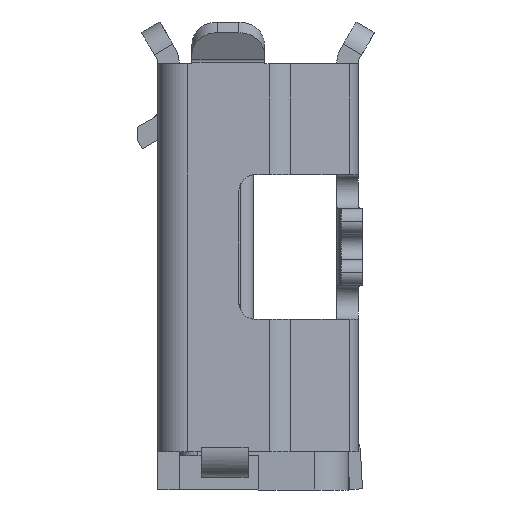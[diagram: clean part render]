
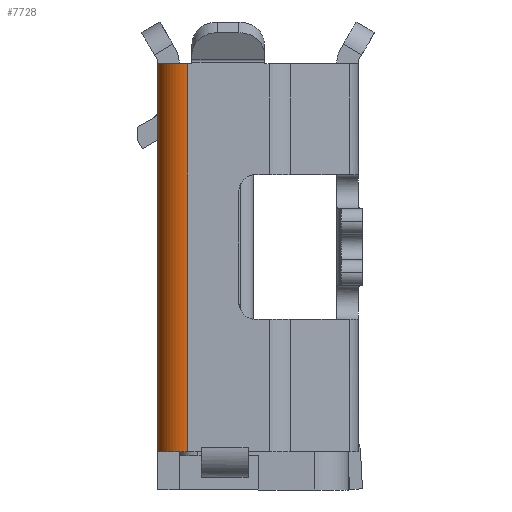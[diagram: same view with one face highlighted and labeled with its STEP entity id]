
A CAD part, left-side view. The second image highlights one B-rep face of the part: STEP entity #7728.
In plain terms, the highlighted cylindrical face has radius 0.35 mm (diameter 0.701 mm), a partial arc.
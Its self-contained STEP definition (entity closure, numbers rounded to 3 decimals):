
#1421 = B_SPLINE_CURVE_WITH_KNOTS ( 'NONE', 3,
 ( #13955, #13968, #13947, #13949 ),
 .UNSPECIFIED., .F., .F.,
 ( 4, 4 ),
 ( 0., 1. ),
 .UNSPECIFIED. ) ;
#1422 = B_SPLINE_CURVE_WITH_KNOTS ( 'NONE', 3,
 ( #13965, #13966, #13961, #13950, #13953, #13969 ),
 .UNSPECIFIED., .F., .F.,
 ( 4, 2, 4 ),
 ( 0., 0.5, 1. ),
 .UNSPECIFIED. ) ;
#2169 = CARTESIAN_POINT ( 'NONE',  ( 1.864, 7.609, -2.15 ) ) ;
#2193 = CARTESIAN_POINT ( 'NONE',  ( 1.864, 7.259, -2.5 ) ) ;
#2217 = CARTESIAN_POINT ( 'NONE',  ( 6.414, 7.609, -2.15 ) ) ;
#2286 = CARTESIAN_POINT ( 'NONE',  ( 6.414, 7.259, -2.5 ) ) ;
#2965 = B_SPLINE_CURVE_WITH_KNOTS ( 'NONE', 3,
 ( #8391, #8370, #8371, #8404, #8372, #8428 ),
 .UNSPECIFIED., .F., .F.,
 ( 4, 2, 4 ),
 ( 0., 0.5, 1. ),
 .UNSPECIFIED. ) ;
#3010 = B_SPLINE_CURVE_WITH_KNOTS ( 'NONE', 3,
 ( #8439, #8515, #8485, #8490 ),
 .UNSPECIFIED., .F., .F.,
 ( 4, 4 ),
 ( 0., 1. ),
 .UNSPECIFIED. ) ;
#3953 = VERTEX_POINT ( 'NONE', #2217 ) ;
#3972 = VERTEX_POINT ( 'NONE', #2169 ) ;
#3989 = VERTEX_POINT ( 'NONE', #2193 ) ;
#4015 = VERTEX_POINT ( 'NONE', #2286 ) ;
#6428 = EDGE_LOOP ( 'NONE', ( #17566, #17559, #17588, #17557 ) ) ;
#6958 = EDGE_CURVE ( 'NONE', #4015, #3989, #1421, .T. ) ;
#6960 = EDGE_CURVE ( 'NONE', #3953, #4015, #1422, .T. ) ;
#7459 = EDGE_CURVE ( 'NONE', #3989, #3972, #2965, .T. ) ;
#7477 = EDGE_CURVE ( 'NONE', #3972, #3953, #3010, .T. ) ;
#7728 = ADVANCED_FACE ( 'NONE', ( #14441 ), #14450, .T. ) ;
#8370 = CARTESIAN_POINT ( 'NONE',  ( 1.864, 7.35, -2.5 ) ) ;
#8371 = CARTESIAN_POINT ( 'NONE',  ( 1.864, 7.441, -2.462 ) ) ;
#8372 = CARTESIAN_POINT ( 'NONE',  ( 1.864, 7.609, -2.242 ) ) ;
#8391 = CARTESIAN_POINT ( 'NONE',  ( 1.864, 7.259, -2.5 ) ) ;
#8404 = CARTESIAN_POINT ( 'NONE',  ( 1.864, 7.571, -2.333 ) ) ;
#8428 = CARTESIAN_POINT ( 'NONE',  ( 1.864, 7.609, -2.15 ) ) ;
#8439 = CARTESIAN_POINT ( 'NONE',  ( 1.864, 7.609, -2.15 ) ) ;
#8485 = CARTESIAN_POINT ( 'NONE',  ( 4.897, 7.609, -2.15 ) ) ;
#8490 = CARTESIAN_POINT ( 'NONE',  ( 6.414, 7.609, -2.15 ) ) ;
#8515 = CARTESIAN_POINT ( 'NONE',  ( 3.381, 7.609, -2.15 ) ) ;
#10302 = CARTESIAN_POINT ( 'NONE',  ( 4.139, 7.258, -2.15 ) ) ;
#10321 = DIRECTION ( 'NONE',  ( 1., 0., 0. ) ) ;
#10333 = DIRECTION ( 'NONE',  ( 0., 0., -1. ) ) ;
#13947 = CARTESIAN_POINT ( 'NONE',  ( 3.381, 7.259, -2.5 ) ) ;
#13949 = CARTESIAN_POINT ( 'NONE',  ( 1.864, 7.259, -2.5 ) ) ;
#13950 = CARTESIAN_POINT ( 'NONE',  ( 6.414, 7.441, -2.462 ) ) ;
#13953 = CARTESIAN_POINT ( 'NONE',  ( 6.414, 7.35, -2.5 ) ) ;
#13955 = CARTESIAN_POINT ( 'NONE',  ( 6.414, 7.259, -2.5 ) ) ;
#13961 = CARTESIAN_POINT ( 'NONE',  ( 6.414, 7.571, -2.333 ) ) ;
#13965 = CARTESIAN_POINT ( 'NONE',  ( 6.414, 7.609, -2.15 ) ) ;
#13966 = CARTESIAN_POINT ( 'NONE',  ( 6.414, 7.609, -2.242 ) ) ;
#13968 = CARTESIAN_POINT ( 'NONE',  ( 4.897, 7.259, -2.5 ) ) ;
#13969 = CARTESIAN_POINT ( 'NONE',  ( 6.414, 7.259, -2.5 ) ) ;
#14441 = FACE_OUTER_BOUND ( 'NONE', #6428, .T. ) ;
#14450 = CYLINDRICAL_SURFACE ( 'NONE', #14716, 0.35 ) ;
#14716 = AXIS2_PLACEMENT_3D ( 'NONE', #10302, #10321, #10333 ) ;
#17557 = ORIENTED_EDGE ( 'NONE', *, *, #6960, .T. ) ;
#17559 = ORIENTED_EDGE ( 'NONE', *, *, #7459, .T. ) ;
#17566 = ORIENTED_EDGE ( 'NONE', *, *, #6958, .T. ) ;
#17588 = ORIENTED_EDGE ( 'NONE', *, *, #7477, .T. ) ;
